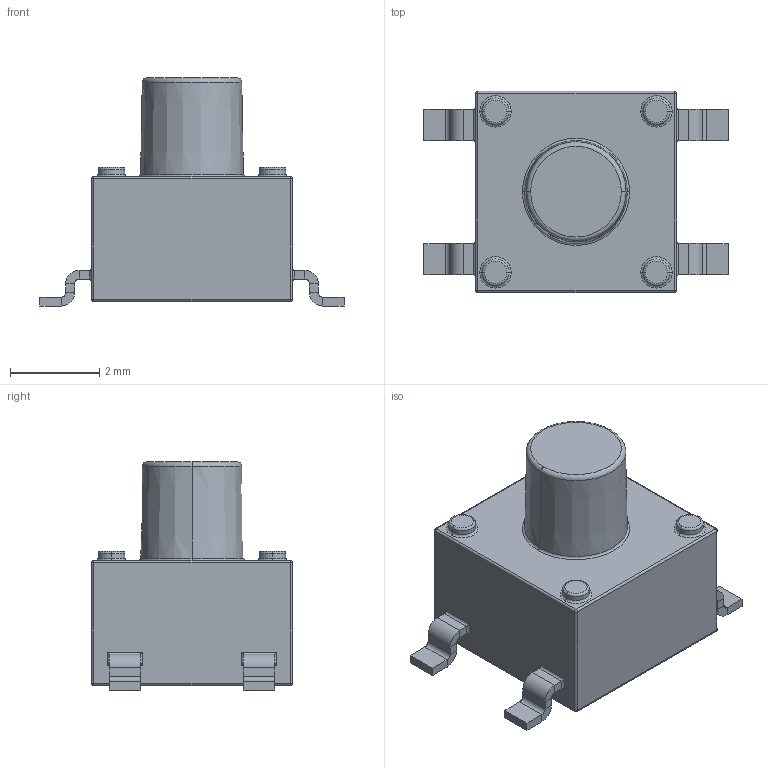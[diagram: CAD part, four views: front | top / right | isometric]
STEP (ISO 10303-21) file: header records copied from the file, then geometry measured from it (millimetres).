
FILE_DESCRIPTION (( 'STEP AP214' ), '1' );
FILE_NAME ('EE04C554-552A-4A8B-8C0E-E5D47E2436C4.STEP', '2022-08-26T08:11:36', ( '' ), ( '' ), 'SwSTEP 2.0', 'SolidWorks 2022', '' );
FILE_SCHEMA (( 'AUTOMOTIVE_DESIGN' ));
Length unit declared in the file: millimetre
Products named in the file (1): EE04C554-552A-4A8B-8C0E-E5D47E2436C4
Bounding box: 6.8 x 4.5 x 5.1 mm (x, y, z)
Volume: 66.6 mm3; surface area: 117.2 mm2
Topology: 1 solids, 1 shells, 161 faces, 334 edges, 176 vertices
Faces by surface type: plane 79, cylinder 52, torus 20, sphere 8, cone 2
Entity records: 5869 total; most frequent: DIRECTION 750, CARTESIAN_POINT 712, ORIENTED_EDGE 652, EDGE_CURVE 326, AXIS2_PLACEMENT_3D 278, LINE 194, VECTOR 194, VERTEX_POINT 176
